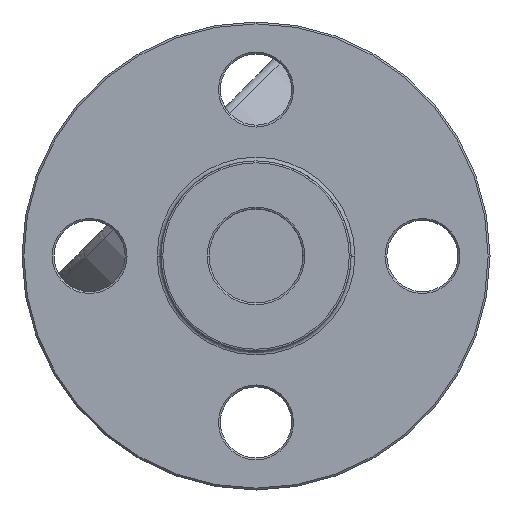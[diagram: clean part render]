
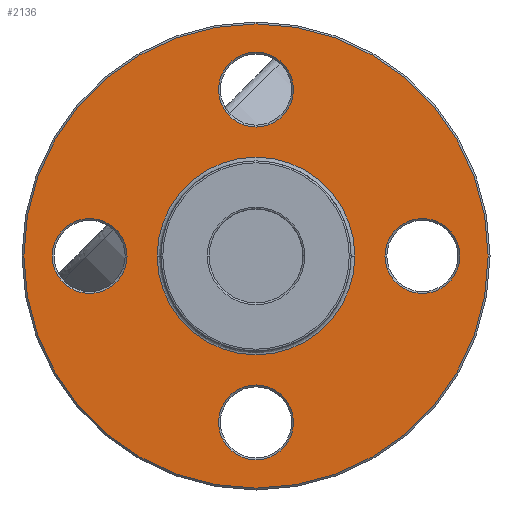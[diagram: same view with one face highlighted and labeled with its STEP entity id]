
A CAD part, front view. The second image highlights one B-rep face of the part: STEP entity #2136.
In plain terms, the highlighted free-form (B-spline) face has degree [1, 1] with [2, 2] control points.
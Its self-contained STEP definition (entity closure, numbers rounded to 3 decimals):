
#36=CARTESIAN_POINT('',(0.,-7.5,0.));
#37=DIRECTION('',(0.,-1.,0.));
#38=DIRECTION('',(-1.,0.,0.));
#39=AXIS2_PLACEMENT_3D('',#36,#37,#38);
#41=CARTESIAN_POINT('',(0.,-7.5,0.));
#42=DIRECTION('',(0.,-1.,0.));
#43=DIRECTION('',(1.,0.,0.));
#44=AXIS2_PLACEMENT_3D('',#41,#42,#43);
#51=CARTESIAN_POINT('',(0.,-7.5,0.));
#52=DIRECTION('',(0.,-1.,0.));
#53=DIRECTION('',(1.,0.,0.));
#54=AXIS2_PLACEMENT_3D('',#51,#52,#53);
#134=CARTESIAN_POINT('',(0.,-7.5,-44.45));
#135=DIRECTION('',(0.,-1.,0.));
#136=DIRECTION('',(-1.,0.,0.));
#137=AXIS2_PLACEMENT_3D('',#134,#135,#136);
#144=CARTESIAN_POINT('',(0.,-7.5,-44.45));
#145=DIRECTION('',(0.,-1.,0.));
#146=DIRECTION('',(1.,0.,0.));
#147=AXIS2_PLACEMENT_3D('',#144,#145,#146);
#198=CARTESIAN_POINT('',(-44.45,-7.5,0.));
#199=DIRECTION('',(0.,-1.,0.));
#200=DIRECTION('',(-1.,0.,0.));
#201=AXIS2_PLACEMENT_3D('',#198,#199,#200);
#208=CARTESIAN_POINT('',(-44.45,-7.5,0.));
#209=DIRECTION('',(0.,-1.,0.));
#210=DIRECTION('',(1.,0.,0.));
#211=AXIS2_PLACEMENT_3D('',#208,#209,#210);
#262=CARTESIAN_POINT('',(0.,-7.5,44.45));
#263=DIRECTION('',(0.,-1.,0.));
#264=DIRECTION('',(-1.,0.,0.));
#265=AXIS2_PLACEMENT_3D('',#262,#263,#264);
#272=CARTESIAN_POINT('',(0.,-7.5,44.45));
#273=DIRECTION('',(0.,-1.,0.));
#274=DIRECTION('',(1.,0.,0.));
#275=AXIS2_PLACEMENT_3D('',#272,#273,#274);
#326=CARTESIAN_POINT('',(44.45,-7.5,0.));
#327=DIRECTION('',(0.,-1.,0.));
#328=DIRECTION('',(-1.,0.,0.));
#329=AXIS2_PLACEMENT_3D('',#326,#327,#328);
#336=CARTESIAN_POINT('',(44.45,-7.5,0.));
#337=DIRECTION('',(0.,-1.,0.));
#338=DIRECTION('',(1.,0.,0.));
#339=AXIS2_PLACEMENT_3D('',#336,#337,#338);
#1573=CARTESIAN_POINT('',(0.,-7.5,0.));
#1574=DIRECTION('',(0.,1.,0.));
#1575=DIRECTION('',(1.,0.,0.));
#1576=AXIS2_PLACEMENT_3D('',#1573,#1574,#1575);
#1732=CARTESIAN_POINT('',(62.,-7.5,0.));
#1733=CARTESIAN_POINT('',(-62.,-7.5,0.));
#1734=VERTEX_POINT('',#1732);
#1735=VERTEX_POINT('',#1733);
#1736=CARTESIAN_POINT('',(34.45,-7.5,0.));
#1737=CARTESIAN_POINT('',(54.45,-7.5,0.));
#1738=VERTEX_POINT('',#1736);
#1739=VERTEX_POINT('',#1737);
#1744=CARTESIAN_POINT('',(-10.,-7.5,44.45));
#1745=CARTESIAN_POINT('',(10.,-7.5,44.45));
#1746=VERTEX_POINT('',#1744);
#1747=VERTEX_POINT('',#1745);
#1752=CARTESIAN_POINT('',(-54.45,-7.5,0.));
#1753=CARTESIAN_POINT('',(-34.45,-7.5,0.));
#1754=VERTEX_POINT('',#1752);
#1755=VERTEX_POINT('',#1753);
#1760=CARTESIAN_POINT('',(-10.,-7.5,-44.45));
#1761=CARTESIAN_POINT('',(10.,-7.5,-44.45));
#1762=VERTEX_POINT('',#1760);
#1763=VERTEX_POINT('',#1761);
#1768=CARTESIAN_POINT('',(-26.4,-7.5,0.));
#1769=CARTESIAN_POINT('',(26.4,-7.5,0.));
#1770=VERTEX_POINT('',#1768);
#1771=VERTEX_POINT('',#1769);
#2095=CARTESIAN_POINT('',(64.48,-7.5,64.48));
#2096=CARTESIAN_POINT('',(64.48,-7.5,-64.48));
#2097=CARTESIAN_POINT('',(-64.48,-7.5,64.48));
#2098=CARTESIAN_POINT('',(-64.48,-7.5,-64.48));
#2099=B_SPLINE_SURFACE_WITH_KNOTS('',1,1,((#2095,#2096),(#2097,#2098)),
.UNSPECIFIED.,.F.,.F.,.F.,(2,2),(2,2),(-64.48,64.48),(-64.48,64.48),
.UNSPECIFIED.);
#2101=ORIENTED_EDGE('',*,*,#2100,.F.);
#2103=ORIENTED_EDGE('',*,*,#2102,.T.);
#2104=EDGE_LOOP('',(#2101,#2103));
#2105=FACE_OUTER_BOUND('',#2104,.F.);
#2107=ORIENTED_EDGE('',*,*,#2106,.T.);
#2109=ORIENTED_EDGE('',*,*,#2108,.T.);
#2110=EDGE_LOOP('',(#2107,#2109));
#2111=FACE_BOUND('',#2110,.F.);
#2113=ORIENTED_EDGE('',*,*,#2112,.T.);
#2115=ORIENTED_EDGE('',*,*,#2114,.T.);
#2116=EDGE_LOOP('',(#2113,#2115));
#2117=FACE_BOUND('',#2116,.F.);
#2119=ORIENTED_EDGE('',*,*,#2118,.T.);
#2121=ORIENTED_EDGE('',*,*,#2120,.T.);
#2122=EDGE_LOOP('',(#2119,#2121));
#2123=FACE_BOUND('',#2122,.F.);
#2125=ORIENTED_EDGE('',*,*,#2124,.T.);
#2127=ORIENTED_EDGE('',*,*,#2126,.T.);
#2128=EDGE_LOOP('',(#2125,#2127));
#2129=FACE_BOUND('',#2128,.F.);
#2131=ORIENTED_EDGE('',*,*,#2130,.T.);
#2133=ORIENTED_EDGE('',*,*,#2132,.T.);
#2134=EDGE_LOOP('',(#2131,#2133));
#2135=FACE_BOUND('',#2134,.F.);
#40=CIRCLE('',#39,26.4);
#45=CIRCLE('',#44,26.4);
#55=CIRCLE('',#54,62.);
#138=CIRCLE('',#137,10.);
#148=CIRCLE('',#147,10.);
#202=CIRCLE('',#201,10.);
#212=CIRCLE('',#211,10.);
#266=CIRCLE('',#265,10.);
#276=CIRCLE('',#275,10.);
#330=CIRCLE('',#329,10.);
#340=CIRCLE('',#339,10.);
#1577=CIRCLE('',#1576,62.);
#2100=EDGE_CURVE('',#1734,#1735,#55,.T.);
#2102=EDGE_CURVE('',#1734,#1735,#1577,.T.);
#2106=EDGE_CURVE('',#1770,#1771,#40,.T.);
#2108=EDGE_CURVE('',#1771,#1770,#45,.T.);
#2112=EDGE_CURVE('',#1763,#1762,#148,.T.);
#2114=EDGE_CURVE('',#1762,#1763,#138,.T.);
#2118=EDGE_CURVE('',#1755,#1754,#212,.T.);
#2120=EDGE_CURVE('',#1754,#1755,#202,.T.);
#2124=EDGE_CURVE('',#1747,#1746,#276,.T.);
#2126=EDGE_CURVE('',#1746,#1747,#266,.T.);
#2130=EDGE_CURVE('',#1739,#1738,#340,.T.);
#2132=EDGE_CURVE('',#1738,#1739,#330,.T.);
#2136=ADVANCED_FACE('',(#2105,#2111,#2117,#2123,#2129,#2135),#2099,.T.);
